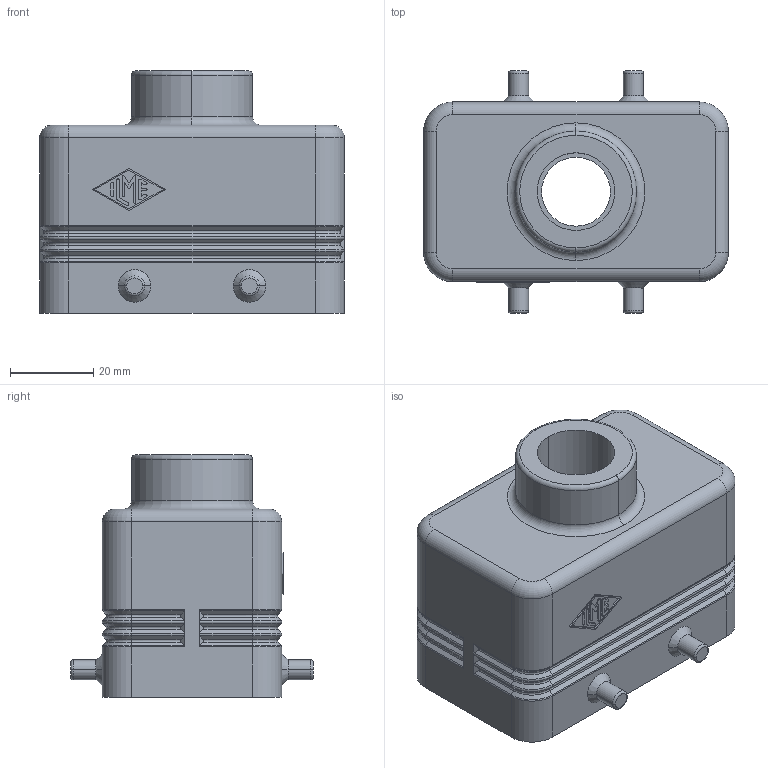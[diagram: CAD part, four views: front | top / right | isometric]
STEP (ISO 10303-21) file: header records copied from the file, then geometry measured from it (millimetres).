
FILE_DESCRIPTION(('Creo Elements/Direct Modeling STEP Export'),'2;1');
FILE_NAME('0ln7uvk5kq5nbqm4868','2022-09-20T11:29:30',(''),(''),'Creo Elements/Direct Modeling STEP processor for AP214 (Solid Model)','Creo Elements/Direct Modeling 20.1B 02-Apr-2019 (C) Parametric Technology GmbH','');
FILE_SCHEMA(('AUTOMOTIVE_DESIGN { 1 0 10303 214 1 1 1 1 }'));
Length unit declared in the file: millimetre
Products named in the file (2): MHVR 10.20
Assembly tree (1 placements, depth 2):
  MHVR 10.20
    MHVR 10.20
Bounding box: 73 x 58 x 58 mm (x, y, z)
Volume: 51191.8 mm3; surface area: 26874.5 mm2
Topology: 1 solids, 1 shells, 389 faces, 904 edges, 522 vertices
Faces by surface type: cylinder 147, plane 128, torus 54, cone 32, bspline 16, sphere 12
Entity records: 14515 total; most frequent: CARTESIAN_POINT 2799, DIRECTION 1828, ORIENTED_EDGE 1784, EDGE_CURVE 892, AXIS2_PLACEMENT_3D 691, VERTEX_POINT 522, VECTOR 446, LINE 446
